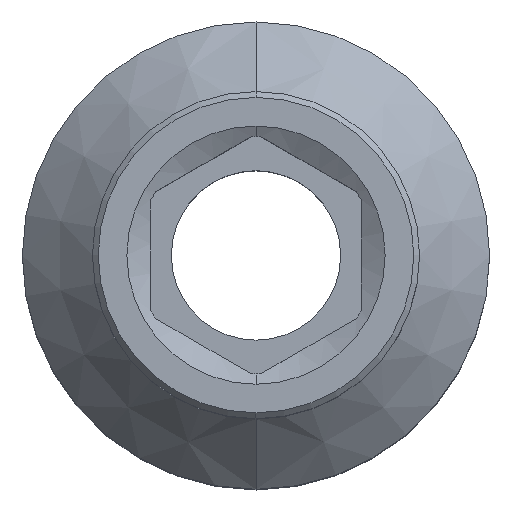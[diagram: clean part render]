
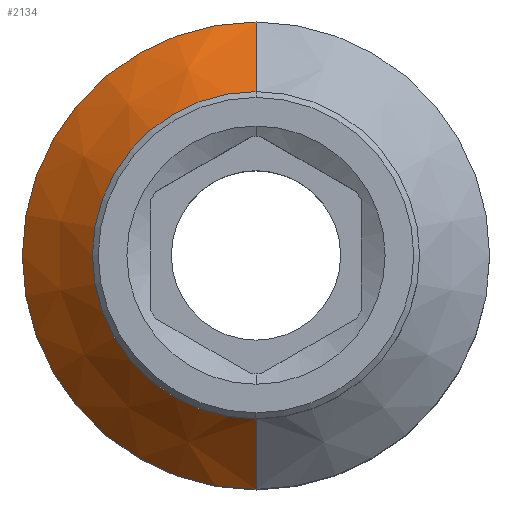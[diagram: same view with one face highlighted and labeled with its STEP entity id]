
A CAD part, top view. The second image highlights one B-rep face of the part: STEP entity #2134.
In plain terms, the highlighted conical face has half-angle 45 degrees and reference radius 17 mm.
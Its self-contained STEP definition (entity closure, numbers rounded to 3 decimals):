
#86=CARTESIAN_POINT('',(0.,0.,25.));
#87=DIRECTION('',(0.,0.,1.));
#88=DIRECTION('',(0.,1.,0.));
#89=AXIS2_PLACEMENT_3D('',#86,#87,#88);
#145=CARTESIAN_POINT('',(0.,0.,25.));
#146=DIRECTION('',(0.,0.,1.));
#147=DIRECTION('',(-1.,0.,0.));
#148=AXIS2_PLACEMENT_3D('',#145,#146,#147);
#941=CARTESIAN_POINT('',(0.,0.,31.));
#942=DIRECTION('',(0.,0.,1.));
#943=DIRECTION('',(0.,1.,0.));
#944=AXIS2_PLACEMENT_3D('',#941,#942,#943);
#951=DIRECTION('',(0.,0.707,0.707));
#952=VECTOR('',#951,8.485);
#953=CARTESIAN_POINT('',(0.,-20.,25.));
#954=LINE('',#953,#952);
#955=DIRECTION('',(0.,-0.707,0.707));
#956=VECTOR('',#955,8.485);
#957=CARTESIAN_POINT('',(0.,20.,25.));
#958=LINE('',#957,#956);
#1185=CARTESIAN_POINT('',(0.,20.,25.));
#1186=CARTESIAN_POINT('',(-20.,0.,25.));
#1187=VERTEX_POINT('',#1185);
#1188=VERTEX_POINT('',#1186);
#1189=CARTESIAN_POINT('',(0.,-20.,25.));
#1190=VERTEX_POINT('',#1189);
#1193=CARTESIAN_POINT('',(0.,14.,31.));
#1194=CARTESIAN_POINT('',(0.,-14.,31.));
#1195=VERTEX_POINT('',#1193);
#1196=VERTEX_POINT('',#1194);
#2120=CARTESIAN_POINT('',(0.,0.,28.));
#2121=DIRECTION('',(0.,0.,-1.));
#2122=DIRECTION('',(0.,-1.,0.));
#2123=AXIS2_PLACEMENT_3D('',#2120,#2121,#2122);
#2124=CONICAL_SURFACE('',#2123,17.,45.);
#2125=ORIENTED_EDGE('',*,*,#1238,.F.);
#2127=ORIENTED_EDGE('',*,*,#2126,.T.);
#2128=ORIENTED_EDGE('',*,*,#2110,.T.);
#2130=ORIENTED_EDGE('',*,*,#2129,.F.);
#2131=ORIENTED_EDGE('',*,*,#1302,.F.);
#2132=EDGE_LOOP('',(#2125,#2127,#2128,#2130,#2131));
#2133=FACE_OUTER_BOUND('',#2132,.F.);
#2134=ADVANCED_FACE('',(#2133),#2124,.T.);
#90=CIRCLE('',#89,20.);
#149=CIRCLE('',#148,20.);
#945=CIRCLE('',#944,14.);
#1238=EDGE_CURVE('',#1187,#1188,#90,.T.);
#1302=EDGE_CURVE('',#1188,#1190,#149,.T.);
#2110=EDGE_CURVE('',#1195,#1196,#945,.T.);
#2126=EDGE_CURVE('',#1187,#1195,#958,.T.);
#2129=EDGE_CURVE('',#1190,#1196,#954,.T.);
